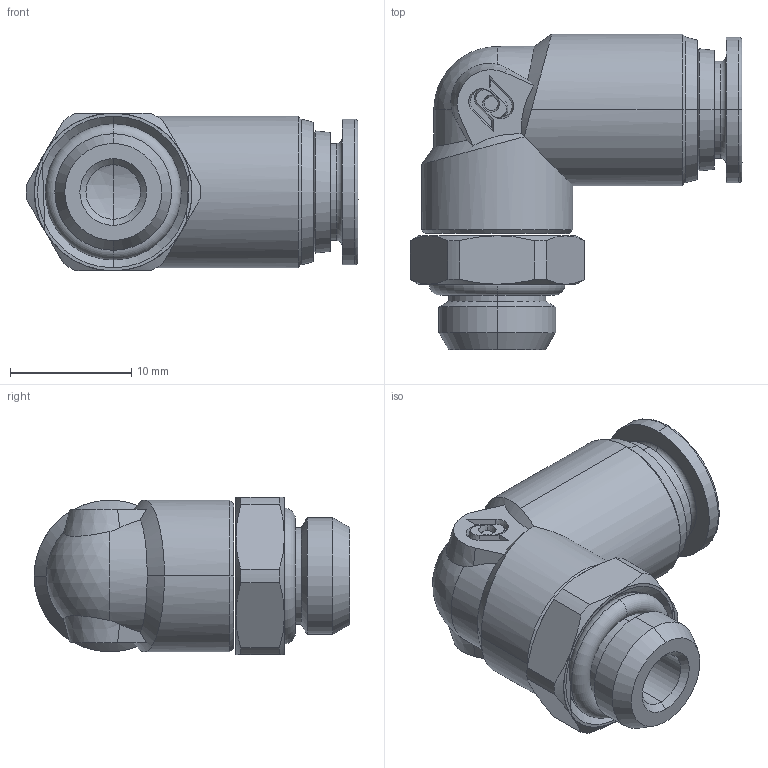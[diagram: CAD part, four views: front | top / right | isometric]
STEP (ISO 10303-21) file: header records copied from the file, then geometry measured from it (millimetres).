
FILE_DESCRIPTION (( 'STEP AP214' ), '1' );
FILE_NAME ('5911600008A.STEP', '2016-05-13T07:00:45', ( '' ), ( '' ), 'SwSTEP 2.0', 'SolidWorks 2016', '' );
FILE_SCHEMA (( 'AUTOMOTIVE_DESIGN' ));
Length unit declared in the file: millimetre
Products named in the file (1): 5911600008A
Bounding box: 27.4 x 26.05 x 13 mm (x, y, z)
Surface area: 2456.4 mm2 (no closed solid volume)
Topology: 0 solids, 6 shells, 181 faces, 455 edges, 291 vertices
Faces by surface type: plane 58, cone 46, cylinder 34, bspline 32, torus 10, sphere 1
Entity records: 9076 total; most frequent: CARTESIAN_POINT 2984, ORIENTED_EDGE 878, DIRECTION 767, EDGE_CURVE 455, AXIS2_PLACEMENT_3D 298, VERTEX_POINT 291, EDGE_LOOP 201, UNCERTAINTY_MEASURE_WITH_UNIT 183
